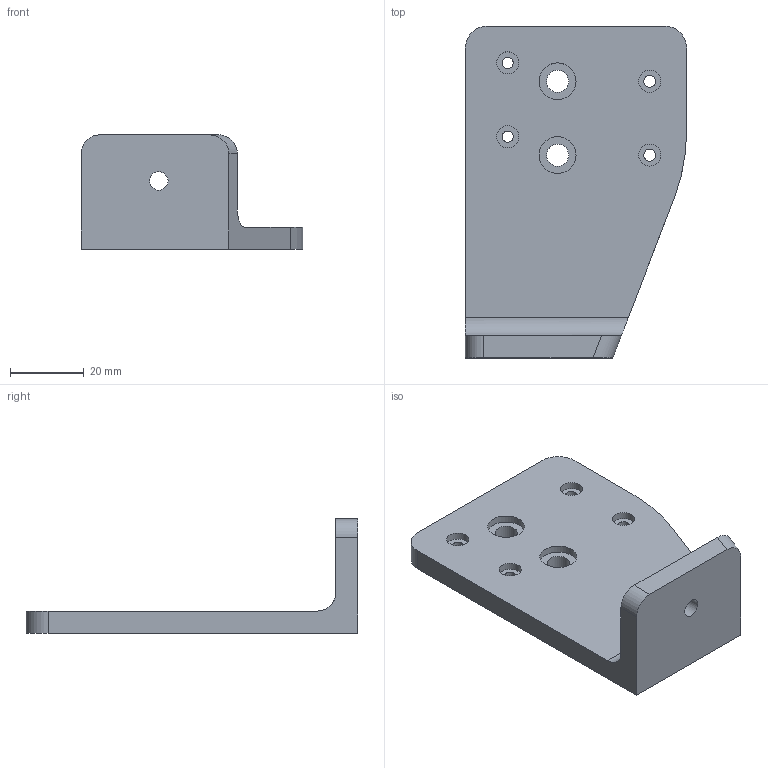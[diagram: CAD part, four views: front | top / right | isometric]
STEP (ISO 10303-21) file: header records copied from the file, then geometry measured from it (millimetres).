
FILE_DESCRIPTION(/* description */ (''),/* implementation_level */ '2;1');
FILE_NAME(/* name */ '09 Left Leg v1.step',/* time_stamp */ '2022-09-06T09:40:36-04:00',/* author */ (''),/* organization */ (''),/* preprocessor_version */ 'ST-DEVELOPER v19',/* originating_system */ 'Autodesk Translation Framework v11.7.0.108',/* authorisation */ '');
FILE_SCHEMA (('AUTOMOTIVE_DESIGN { 1 0 10303 214 3 1 1 }'));
Length unit declared in the file: millimetre
Products named in the file (1): 09 Left Leg
Bounding box: 60 x 90 x 31 mm (x, y, z)
Volume: 34356.6 mm3; surface area: 14122.1 mm2
Topology: 1 solids, 1 shells, 36 faces, 81 edges, 54 vertices
Faces by surface type: cylinder 20, plane 16
Full cylindrical faces by diameter (mm): 3 x2, 3.25 x2, 5 x1, 6 x6, 10 x3
Entity records: 1086 total; most frequent: DIRECTION 195, CARTESIAN_POINT 172, ORIENTED_EDGE 162, EDGE_CURVE 81, AXIS2_PLACEMENT_3D 77, EDGE_LOOP 57, VERTEX_POINT 54, LINE 41
